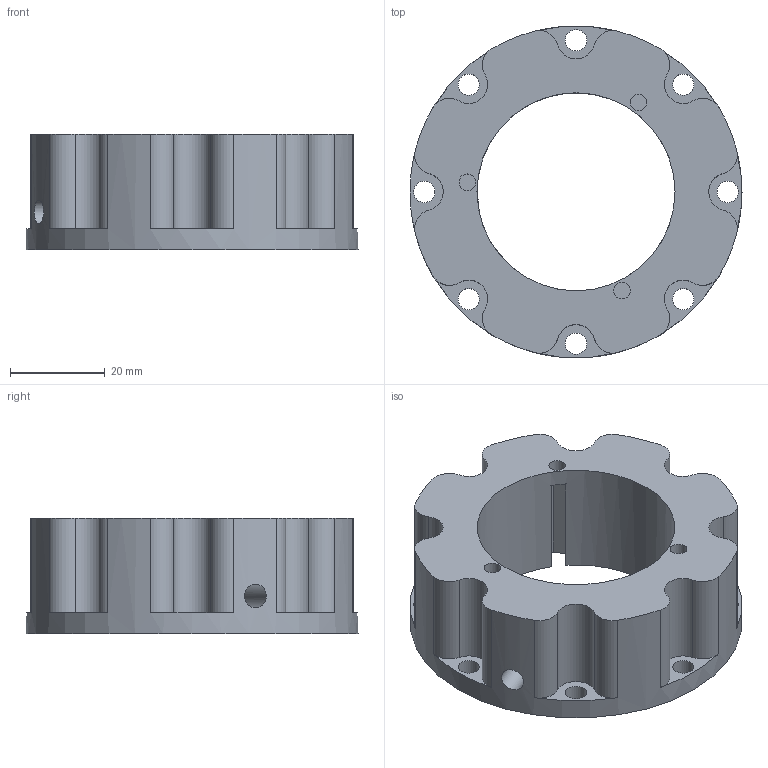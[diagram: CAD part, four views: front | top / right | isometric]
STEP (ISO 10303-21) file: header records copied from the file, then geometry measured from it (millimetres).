
FILE_DESCRIPTION(/* description */ (''),/* implementation_level */ '2;1');
FILE_NAME(/* name */ 'MotorHolder.stp',/* time_stamp */ '2022-12-04T10:32:35+01:00',/* author */ ('Timo Raab'),/* organization */ ('AG Schmidt-Mende Universität Konstanz'),/* preprocessor_version */ 'ST-DEVELOPER v19.2',/* originating_system */ 'Autodesk Inventor 2023',/* authorisation */ '');
FILE_SCHEMA (('AUTOMOTIVE_DESIGN { 1 0 10303 214 3 1 1 }'));
Length unit declared in the file: millimetre
Products named in the file (1): MotorHolder
Bounding box: 70 x 70 x 24.45 mm (x, y, z)
Volume: 49036.8 mm3; surface area: 15685.3 mm2
Topology: 1 solids, 1 shells, 73 faces, 205 edges, 137 vertices
Faces by surface type: cylinder 38, plane 34, bspline 1
Full cylindrical faces by diameter (mm): 3.5 x3, 4.5 x8, 5 x1, 41.75 x1, 70 x1
Entity records: 2633 total; most frequent: CARTESIAN_POINT 576, DIRECTION 442, ORIENTED_EDGE 410, EDGE_CURVE 205, AXIS2_PLACEMENT_3D 169, VERTEX_POINT 137, LINE 104, VECTOR 104
